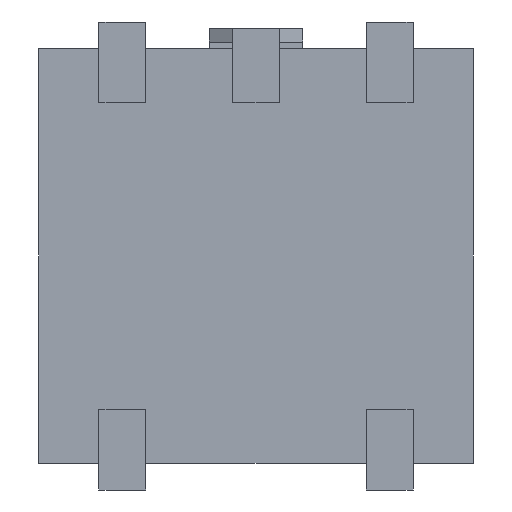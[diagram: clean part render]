
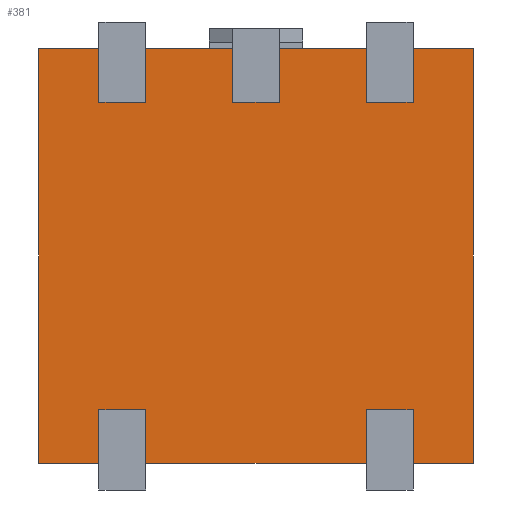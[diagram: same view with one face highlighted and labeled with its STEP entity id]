
A CAD part, front view. The second image highlights one B-rep face of the part: STEP entity #381.
In plain terms, the highlighted planar face has unit normal (0, -1, 0).
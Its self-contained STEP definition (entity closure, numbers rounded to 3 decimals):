
#381=ADVANCED_FACE('',(#1067),#1068,.F.);
#531=VERTEX_POINT('',#1262);
#533=VERTEX_POINT('',#1264);
#535=EDGE_CURVE('',#531,#533,#1266,.T.);
#605=VERTEX_POINT('',#1336);
#607=EDGE_CURVE('',#533,#605,#1338,.T.);
#623=VERTEX_POINT('',#1354);
#625=EDGE_CURVE('',#605,#623,#1356,.T.);
#635=VERTEX_POINT('',#1366);
#637=EDGE_CURVE('',#635,#623,#1368,.T.);
#639=VERTEX_POINT('',#1370);
#641=EDGE_CURVE('',#635,#639,#1372,.T.);
#643=VERTEX_POINT('',#1374);
#645=EDGE_CURVE('',#639,#643,#1376,.T.);
#647=VERTEX_POINT('',#1378);
#649=EDGE_CURVE('',#643,#647,#1380,.T.);
#651=VERTEX_POINT('',#1382);
#653=EDGE_CURVE('',#651,#647,#1384,.T.);
#655=VERTEX_POINT('',#1386);
#657=EDGE_CURVE('',#651,#655,#1388,.T.);
#659=VERTEX_POINT('',#1390);
#661=EDGE_CURVE('',#659,#655,#1392,.T.);
#663=VERTEX_POINT('',#1394);
#665=EDGE_CURVE('',#659,#663,#1396,.T.);
#667=VERTEX_POINT('',#1398);
#669=EDGE_CURVE('',#663,#667,#1400,.T.);
#671=VERTEX_POINT('',#1402);
#673=EDGE_CURVE('',#667,#671,#1404,.T.);
#675=VERTEX_POINT('',#1406);
#677=EDGE_CURVE('',#675,#671,#1408,.T.);
#679=VERTEX_POINT('',#1410);
#681=EDGE_CURVE('',#675,#679,#1412,.T.);
#683=VERTEX_POINT('',#1414);
#685=EDGE_CURVE('',#679,#683,#1416,.T.);
#687=VERTEX_POINT('',#1418);
#689=EDGE_CURVE('',#683,#687,#1420,.T.);
#691=VERTEX_POINT('',#1422);
#693=EDGE_CURVE('',#691,#687,#1424,.T.);
#695=VERTEX_POINT('',#1426);
#697=EDGE_CURVE('',#695,#691,#1428,.T.);
#699=VERTEX_POINT('',#1430);
#701=EDGE_CURVE('',#699,#695,#1432,.T.);
#703=VERTEX_POINT('',#1434);
#705=EDGE_CURVE('',#699,#703,#1436,.T.);
#707=VERTEX_POINT('',#1438);
#709=EDGE_CURVE('',#703,#707,#1440,.T.);
#711=VERTEX_POINT('',#1442);
#713=EDGE_CURVE('',#707,#711,#1444,.T.);
#715=EDGE_CURVE('',#531,#711,#1446,.T.);
#1067=FACE_OUTER_BOUND('',#1788,.T.);
#1068=PLANE('',#1789);
#1262=CARTESIAN_POINT('',(0.35,0.1,3.1));
#1264=CARTESIAN_POINT('',(0.35,0.1,2.3));
#1266=LINE('',#2018,#2019);
#1336=CARTESIAN_POINT('',(-0.35,0.1,2.3));
#1338=LINE('',#2132,#2133);
#1354=CARTESIAN_POINT('',(-0.35,0.1,3.1));
#1356=LINE('',#2162,#2163);
#1366=CARTESIAN_POINT('',(-1.65,0.1,3.1));
#1368=LINE('',#2184,#2185);
#1370=CARTESIAN_POINT('',(-1.65,0.1,2.3));
#1372=LINE('',#2190,#2191);
#1374=CARTESIAN_POINT('',(-2.35,0.1,2.3));
#1376=LINE('',#2196,#2197);
#1378=CARTESIAN_POINT('',(-2.35,0.1,3.1));
#1380=LINE('',#2202,#2203);
#1382=CARTESIAN_POINT('',(-3.25,0.1,3.1));
#1384=LINE('',#2208,#2209);
#1386=CARTESIAN_POINT('',(-3.25,0.1,-3.1));
#1388=LINE('',#2214,#2215);
#1390=CARTESIAN_POINT('',(-2.35,0.1,-3.1));
#1392=LINE('',#2220,#2221);
#1394=CARTESIAN_POINT('',(-2.35,0.1,-2.3));
#1396=LINE('',#2226,#2227);
#1398=CARTESIAN_POINT('',(-1.65,0.1,-2.3));
#1400=LINE('',#2232,#2233);
#1402=CARTESIAN_POINT('',(-1.65,0.1,-3.1));
#1404=LINE('',#2238,#2239);
#1406=CARTESIAN_POINT('',(1.65,0.1,-3.1));
#1408=LINE('',#2244,#2245);
#1410=CARTESIAN_POINT('',(1.65,0.1,-2.3));
#1412=LINE('',#2250,#2251);
#1414=CARTESIAN_POINT('',(2.35,0.1,-2.3));
#1416=LINE('',#2256,#2257);
#1418=CARTESIAN_POINT('',(2.35,0.1,-3.1));
#1420=LINE('',#2262,#2263);
#1422=CARTESIAN_POINT('',(3.25,0.1,-3.1));
#1424=LINE('',#2268,#2269);
#1426=CARTESIAN_POINT('',(3.25,0.1,3.1));
#1428=LINE('',#2274,#2275);
#1430=CARTESIAN_POINT('',(2.35,0.1,3.1));
#1432=LINE('',#2280,#2281);
#1434=CARTESIAN_POINT('',(2.35,0.1,2.3));
#1436=LINE('',#2286,#2287);
#1438=CARTESIAN_POINT('',(1.65,0.1,2.3));
#1440=LINE('',#2292,#2293);
#1442=CARTESIAN_POINT('',(1.65,0.1,3.1));
#1444=LINE('',#2298,#2299);
#1446=LINE('',#2302,#2303);
#1788=EDGE_LOOP('',(#2914,#2915,#2916,#2917,#2918,#2919,#2920,#2921,#2922,#2923,#2924,#2925,#2926,#2927,#2928,#2929,#2930,#2931,#2932,#2933,#2934,#2935,#2936,#2937));
#1789=AXIS2_PLACEMENT_3D('',#2938,#2939,#2940);
#2018=CARTESIAN_POINT('',(0.35,0.1,0.0));
#2019=VECTOR('',#3350,1.0);
#2132=CARTESIAN_POINT('',(1.0,0.1,2.3));
#2133=VECTOR('',#3371,1.0);
#2162=CARTESIAN_POINT('',(-0.35,0.1,0.0));
#2163=VECTOR('',#3377,1.0);
#2184=CARTESIAN_POINT('',(0.0,0.1,3.1));
#2185=VECTOR('',#3382,1.0);
#2190=CARTESIAN_POINT('',(-1.65,0.1,1.554));
#2191=VECTOR('',#3383,1.0);
#2196=CARTESIAN_POINT('',(-0.825,0.1,2.3));
#2197=VECTOR('',#3384,1.0);
#2202=CARTESIAN_POINT('',(-2.35,0.1,1.554));
#2203=VECTOR('',#3385,1.0);
#2208=CARTESIAN_POINT('',(0.0,0.1,3.1));
#2209=VECTOR('',#3386,1.0);
#2214=CARTESIAN_POINT('',(-3.25,0.1,0.0));
#2215=VECTOR('',#3387,1.0);
#2220=CARTESIAN_POINT('',(0.0,0.1,-3.1));
#2221=VECTOR('',#3388,1.0);
#2226=CARTESIAN_POINT('',(-2.35,0.1,-1.554));
#2227=VECTOR('',#3389,1.0);
#2232=CARTESIAN_POINT('',(-1.175,0.1,-2.3));
#2233=VECTOR('',#3390,1.0);
#2238=CARTESIAN_POINT('',(-1.65,0.1,-1.554));
#2239=VECTOR('',#3391,1.0);
#2244=CARTESIAN_POINT('',(0.0,0.1,-3.1));
#2245=VECTOR('',#3392,1.0);
#2250=CARTESIAN_POINT('',(1.65,0.1,-1.554));
#2251=VECTOR('',#3393,1.0);
#2256=CARTESIAN_POINT('',(0.825,0.1,-2.3));
#2257=VECTOR('',#3394,1.0);
#2262=CARTESIAN_POINT('',(2.35,0.1,-1.554));
#2263=VECTOR('',#3395,1.0);
#2268=CARTESIAN_POINT('',(0.0,0.1,-3.1));
#2269=VECTOR('',#3396,1.0);
#2274=CARTESIAN_POINT('',(3.25,0.1,0.0));
#2275=VECTOR('',#3397,1.0);
#2280=CARTESIAN_POINT('',(0.0,0.1,3.1));
#2281=VECTOR('',#3398,1.0);
#2286=CARTESIAN_POINT('',(2.35,0.1,1.554));
#2287=VECTOR('',#3399,1.0);
#2292=CARTESIAN_POINT('',(1.175,0.1,2.3));
#2293=VECTOR('',#3400,1.0);
#2298=CARTESIAN_POINT('',(1.65,0.1,1.554));
#2299=VECTOR('',#3401,1.0);
#2302=CARTESIAN_POINT('',(0.0,0.1,3.1));
#2303=VECTOR('',#3402,1.0);
#2914=ORIENTED_EDGE('',*,*,#535,.T.);
#2915=ORIENTED_EDGE('',*,*,#607,.T.);
#2916=ORIENTED_EDGE('',*,*,#625,.T.);
#2917=ORIENTED_EDGE('',*,*,#637,.F.);
#2918=ORIENTED_EDGE('',*,*,#641,.T.);
#2919=ORIENTED_EDGE('',*,*,#645,.T.);
#2920=ORIENTED_EDGE('',*,*,#649,.T.);
#2921=ORIENTED_EDGE('',*,*,#653,.F.);
#2922=ORIENTED_EDGE('',*,*,#657,.T.);
#2923=ORIENTED_EDGE('',*,*,#661,.F.);
#2924=ORIENTED_EDGE('',*,*,#665,.T.);
#2925=ORIENTED_EDGE('',*,*,#669,.T.);
#2926=ORIENTED_EDGE('',*,*,#673,.T.);
#2927=ORIENTED_EDGE('',*,*,#677,.F.);
#2928=ORIENTED_EDGE('',*,*,#681,.T.);
#2929=ORIENTED_EDGE('',*,*,#685,.T.);
#2930=ORIENTED_EDGE('',*,*,#689,.T.);
#2931=ORIENTED_EDGE('',*,*,#693,.F.);
#2932=ORIENTED_EDGE('',*,*,#697,.F.);
#2933=ORIENTED_EDGE('',*,*,#701,.F.);
#2934=ORIENTED_EDGE('',*,*,#705,.T.);
#2935=ORIENTED_EDGE('',*,*,#709,.T.);
#2936=ORIENTED_EDGE('',*,*,#713,.T.);
#2937=ORIENTED_EDGE('',*,*,#715,.F.);
#2938=CARTESIAN_POINT('',(0.0,0.1,0.0));
#2939=DIRECTION('',(0.0,1.0,0.0));
#2940=DIRECTION('',(1.0,0.0,-0.0));
#3350=DIRECTION('',(0.0,0.0,-1.0));
#3371=DIRECTION('',(-1.0,0.0,0.));
#3377=DIRECTION('',(0.0,-0.0,1.0));
#3382=DIRECTION('',(1.0,0.0,0.0));
#3383=DIRECTION('',(0.,0.0,-1.0));
#3384=DIRECTION('',(-1.0,0.0,0.));
#3385=DIRECTION('',(0.,0.0,1.0));
#3386=DIRECTION('',(1.0,0.0,0.0));
#3387=DIRECTION('',(0.0,0.0,-1.0));
#3388=DIRECTION('',(-1.0,0.0,0.0));
#3389=DIRECTION('',(0.,0.0,1.0));
#3390=DIRECTION('',(1.0,-0.0,0.));
#3391=DIRECTION('',(0.,0.0,-1.0));
#3392=DIRECTION('',(-1.0,0.0,0.0));
#3393=DIRECTION('',(0.,0.0,1.0));
#3394=DIRECTION('',(1.0,-0.0,0.));
#3395=DIRECTION('',(0.,0.0,-1.0));
#3396=DIRECTION('',(-1.0,0.0,0.0));
#3397=DIRECTION('',(0.0,0.0,-1.0));
#3398=DIRECTION('',(1.0,0.0,0.0));
#3399=DIRECTION('',(0.,0.0,-1.0));
#3400=DIRECTION('',(-1.0,0.0,0.));
#3401=DIRECTION('',(0.,0.0,1.0));
#3402=DIRECTION('',(1.0,0.0,0.0));
